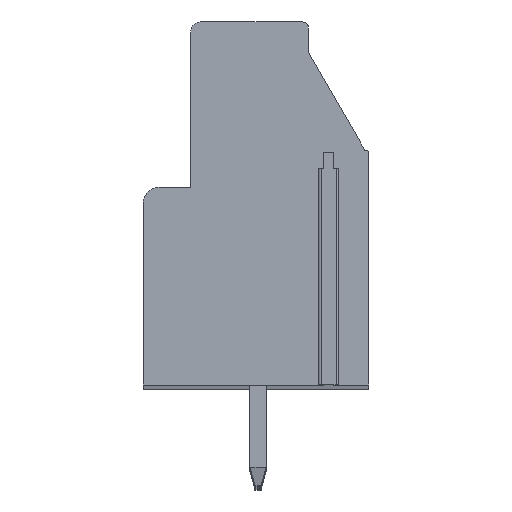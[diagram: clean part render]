
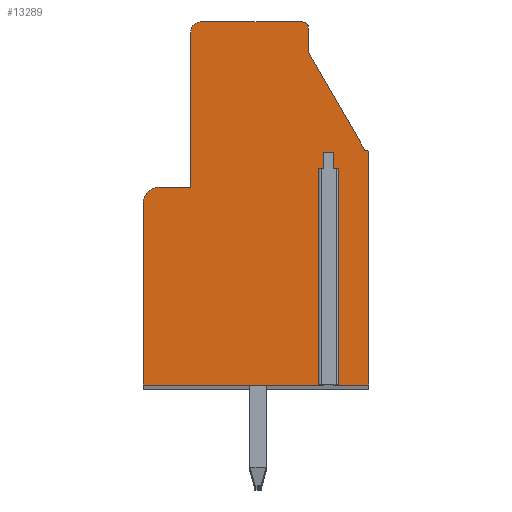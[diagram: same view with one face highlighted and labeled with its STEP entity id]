
A CAD part, top view. The second image highlights one B-rep face of the part: STEP entity #13289.
In plain terms, the highlighted planar face has unit normal (0, 0, 1).
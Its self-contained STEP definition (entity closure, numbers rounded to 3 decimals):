
#4179=DIRECTION('',(-1.,0.,0.));
#4180=VECTOR('',#4179,0.5);
#4181=CARTESIAN_POINT('',(3.85,2.55,3.81));
#4182=LINE('',#4181,#4180);
#4183=DIRECTION('',(0.,1.,0.));
#4184=VECTOR('',#4183,0.8);
#4185=CARTESIAN_POINT('',(3.35,1.75,3.81));
#4186=LINE('',#4185,#4184);
#4187=DIRECTION('',(0.,1.,0.));
#4188=VECTOR('',#4187,10.75);
#4189=CARTESIAN_POINT('',(3.35,-9.,3.81));
#4190=LINE('',#4189,#4188);
#4191=DIRECTION('',(1.,0.,0.));
#4192=VECTOR('',#4191,8.95);
#4193=CARTESIAN_POINT('',(-5.6,-9.,3.81));
#4194=LINE('',#4193,#4192);
#4195=DIRECTION('',(0.,-1.,0.));
#4196=VECTOR('',#4195,9.);
#4197=CARTESIAN_POINT('',(-5.6,0.,3.81));
#4198=LINE('',#4197,#4196);
#4199=CARTESIAN_POINT('',(-4.8,0.,3.81));
#4200=DIRECTION('',(0.,0.,1.));
#4201=DIRECTION('',(0.,1.,0.));
#4202=AXIS2_PLACEMENT_3D('',#4199,#4200,#4201);
#4204=DIRECTION('',(-1.,0.,0.));
#4205=VECTOR('',#4204,1.55);
#4206=CARTESIAN_POINT('',(-3.25,0.8,3.81));
#4207=LINE('',#4206,#4205);
#4208=DIRECTION('',(0.,-1.,0.));
#4209=VECTOR('',#4208,7.7);
#4210=CARTESIAN_POINT('',(-3.25,8.5,3.81));
#4211=LINE('',#4210,#4209);
#4212=CARTESIAN_POINT('',(-2.75,8.5,3.81));
#4213=DIRECTION('',(0.,0.,1.));
#4214=DIRECTION('',(0.,1.,0.));
#4215=AXIS2_PLACEMENT_3D('',#4212,#4213,#4214);
#4217=DIRECTION('',(-1.,0.,0.));
#4218=VECTOR('',#4217,5.05);
#4219=CARTESIAN_POINT('',(2.3,9.,3.81));
#4220=LINE('',#4219,#4218);
#4221=CARTESIAN_POINT('',(2.3,8.7,3.81));
#4222=DIRECTION('',(0.,0.,1.));
#4223=DIRECTION('',(1.,0.,0.));
#4224=AXIS2_PLACEMENT_3D('',#4221,#4222,#4223);
#4226=DIRECTION('',(0.,1.,0.));
#4227=VECTOR('',#4226,1.2);
#4228=CARTESIAN_POINT('',(2.6,7.5,3.81));
#4229=LINE('',#4228,#4227);
#4230=DIRECTION('',(-0.5,0.866,0.));
#4231=VECTOR('',#4230,5.6);
#4232=CARTESIAN_POINT('',(5.4,2.65,3.81));
#4233=LINE('',#4232,#4231);
#4234=CARTESIAN_POINT('',(5.4,2.45,3.81));
#4235=DIRECTION('',(0.,0.,1.));
#4236=DIRECTION('',(1.,0.,0.));
#4237=AXIS2_PLACEMENT_3D('',#4234,#4235,#4236);
#4239=DIRECTION('',(0.,1.,0.));
#4240=VECTOR('',#4239,11.45);
#4241=CARTESIAN_POINT('',(5.6,-9.,3.81));
#4242=LINE('',#4241,#4240);
#4243=DIRECTION('',(1.,0.,0.));
#4244=VECTOR('',#4243,1.75);
#4245=CARTESIAN_POINT('',(3.85,-9.,3.81));
#4246=LINE('',#4245,#4244);
#4247=DIRECTION('',(0.,1.,0.));
#4248=VECTOR('',#4247,10.75);
#4249=CARTESIAN_POINT('',(3.85,-9.,3.81));
#4250=LINE('',#4249,#4248);
#4251=DIRECTION('',(0.,1.,0.));
#4252=VECTOR('',#4251,0.8);
#4253=CARTESIAN_POINT('',(3.85,1.75,3.81));
#4254=LINE('',#4253,#4252);
#6317=CARTESIAN_POINT('',(5.6,-9.,3.81));
#6318=CARTESIAN_POINT('',(5.6,2.45,3.81));
#6319=VERTEX_POINT('',#6317);
#6320=VERTEX_POINT('',#6318);
#6321=CARTESIAN_POINT('',(5.4,2.65,3.81));
#6322=VERTEX_POINT('',#6321);
#6323=CARTESIAN_POINT('',(2.6,7.5,3.81));
#6324=VERTEX_POINT('',#6323);
#6326=CARTESIAN_POINT('',(-5.6,-9.,3.81));
#6328=VERTEX_POINT('',#6326);
#6345=CARTESIAN_POINT('',(3.35,-9.,3.81));
#6346=VERTEX_POINT('',#6345);
#6347=CARTESIAN_POINT('',(3.85,-9.,3.81));
#6348=VERTEX_POINT('',#6347);
#6518=CARTESIAN_POINT('',(-3.25,0.8,3.81));
#6520=VERTEX_POINT('',#6518);
#6525=CARTESIAN_POINT('',(-4.8,0.8,3.81));
#6526=VERTEX_POINT('',#6525);
#6527=CARTESIAN_POINT('',(-5.6,0.,3.81));
#6528=VERTEX_POINT('',#6527);
#6533=CARTESIAN_POINT('',(-2.75,9.,3.81));
#6534=VERTEX_POINT('',#6533);
#6535=CARTESIAN_POINT('',(-3.25,8.5,3.81));
#6536=VERTEX_POINT('',#6535);
#6541=CARTESIAN_POINT('',(2.6,8.7,3.81));
#6542=VERTEX_POINT('',#6541);
#6543=CARTESIAN_POINT('',(2.3,9.,3.81));
#6544=VERTEX_POINT('',#6543);
#6549=CARTESIAN_POINT('',(3.85,2.55,3.81));
#6550=CARTESIAN_POINT('',(3.35,2.55,3.81));
#6551=VERTEX_POINT('',#6549);
#6552=VERTEX_POINT('',#6550);
#6553=CARTESIAN_POINT('',(3.35,1.75,3.81));
#6554=VERTEX_POINT('',#6553);
#6555=CARTESIAN_POINT('',(3.85,1.75,3.81));
#6556=VERTEX_POINT('',#6555);
#13259=CARTESIAN_POINT('',(0.,0.,3.81));
#13260=DIRECTION('',(0.,0.,1.));
#13261=DIRECTION('',(1.,0.,0.));
#13262=AXIS2_PLACEMENT_3D('',#13259,#13260,#13261);
#13263=PLANE('',#13262);
#13265=ORIENTED_EDGE('',*,*,#13264,.T.);
#13267=ORIENTED_EDGE('',*,*,#13266,.F.);
#13269=ORIENTED_EDGE('',*,*,#13268,.F.);
#13270=ORIENTED_EDGE('',*,*,#12976,.F.);
#13271=ORIENTED_EDGE('',*,*,#13252,.F.);
#13272=ORIENTED_EDGE('',*,*,#8001,.F.);
#13273=ORIENTED_EDGE('',*,*,#8017,.F.);
#13274=ORIENTED_EDGE('',*,*,#8029,.F.);
#13275=ORIENTED_EDGE('',*,*,#8044,.F.);
#13276=ORIENTED_EDGE('',*,*,#8059,.F.);
#13277=ORIENTED_EDGE('',*,*,#12744,.F.);
#13278=ORIENTED_EDGE('',*,*,#12759,.F.);
#13279=ORIENTED_EDGE('',*,*,#12772,.F.);
#13280=ORIENTED_EDGE('',*,*,#12786,.F.);
#13281=ORIENTED_EDGE('',*,*,#12800,.F.);
#13282=ORIENTED_EDGE('',*,*,#12988,.F.);
#13284=ORIENTED_EDGE('',*,*,#13283,.T.);
#13286=ORIENTED_EDGE('',*,*,#13285,.T.);
#13287=EDGE_LOOP('',(#13265,#13267,#13269,#13270,#13271,#13272,#13273,#13274,
#13275,#13276,#13277,#13278,#13279,#13280,#13281,#13282,#13284,#13286));
#13288=FACE_OUTER_BOUND('',#13287,.F.);
#4203=CIRCLE('',#4202,0.8);
#4216=CIRCLE('',#4215,0.5);
#4225=CIRCLE('',#4224,0.3);
#4238=CIRCLE('',#4237,0.2);
#8001=EDGE_CURVE('',#6526,#6528,#4203,.T.);
#8017=EDGE_CURVE('',#6520,#6526,#4207,.T.);
#8029=EDGE_CURVE('',#6536,#6520,#4211,.T.);
#8044=EDGE_CURVE('',#6534,#6536,#4216,.T.);
#8059=EDGE_CURVE('',#6544,#6534,#4220,.T.);
#12744=EDGE_CURVE('',#6542,#6544,#4225,.T.);
#12759=EDGE_CURVE('',#6324,#6542,#4229,.T.);
#12772=EDGE_CURVE('',#6322,#6324,#4233,.T.);
#12786=EDGE_CURVE('',#6320,#6322,#4238,.T.);
#12800=EDGE_CURVE('',#6319,#6320,#4242,.T.);
#12976=EDGE_CURVE('',#6328,#6346,#4194,.T.);
#12988=EDGE_CURVE('',#6348,#6319,#4246,.T.);
#13252=EDGE_CURVE('',#6528,#6328,#4198,.T.);
#13264=EDGE_CURVE('',#6551,#6552,#4182,.T.);
#13266=EDGE_CURVE('',#6554,#6552,#4186,.T.);
#13268=EDGE_CURVE('',#6346,#6554,#4190,.T.);
#13283=EDGE_CURVE('',#6348,#6556,#4250,.T.);
#13285=EDGE_CURVE('',#6556,#6551,#4254,.T.);
#13289=ADVANCED_FACE('',(#13288),#13263,.T.);
